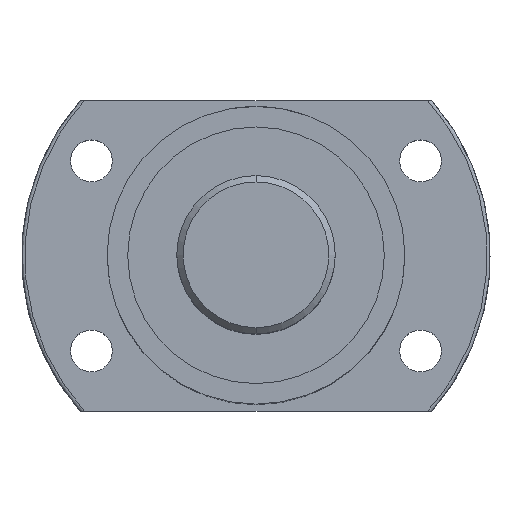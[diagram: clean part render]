
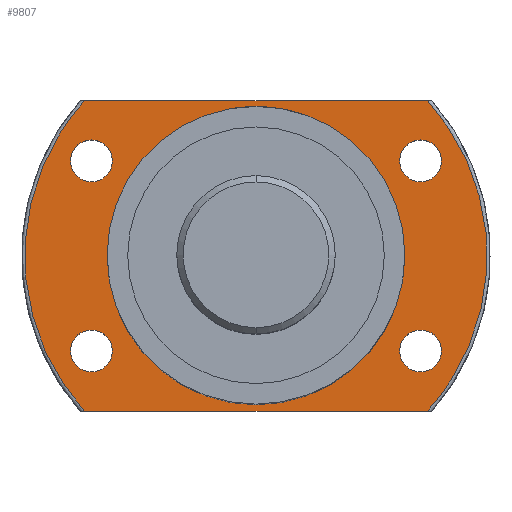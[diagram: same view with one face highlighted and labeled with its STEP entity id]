
A CAD part, top view. The second image highlights one B-rep face of the part: STEP entity #9807.
In plain terms, the highlighted planar face has unit normal (0, 0, 1).
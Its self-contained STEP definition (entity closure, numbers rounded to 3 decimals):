
#39 = EDGE_CURVE ( 'NONE', #22168, #17663, #6528, .T. ) ;
#219 = DIRECTION ( 'NONE',  ( 1., 0., 0. ) ) ;
#502 = EDGE_LOOP ( 'NONE', ( #26902, #13928, #11359, #13797 ) ) ;
#576 = ORIENTED_EDGE ( 'NONE', *, *, #9216, .F. ) ;
#646 = EDGE_CURVE ( 'NONE', #4911, #13657, #27470, .T. ) ;
#891 = DIRECTION ( 'NONE',  ( 0., 0., 1. ) ) ;
#1084 = EDGE_CURVE ( 'NONE', #17663, #22168, #16500, .T. ) ;
#1117 = CARTESIAN_POINT ( 'NONE',  ( 0., 36.5, -77. ) ) ;
#1222 = AXIS2_PLACEMENT_3D ( 'NONE', #7401, #891, #13840 ) ;
#1434 = CARTESIAN_POINT ( 'NONE',  ( -27.055, -24.5, -77. ) ) ;
#1537 = CARTESIAN_POINT ( 'NONE',  ( -27.055, 24.5, -77. ) ) ;
#1820 = EDGE_CURVE ( 'NONE', #6796, #18037, #9934, .T. ) ;
#1993 = CARTESIAN_POINT ( 'NONE',  ( 25.98, -18.3, -77. ) ) ;
#2501 = VERTEX_POINT ( 'NONE', #25400 ) ;
#2745 = CARTESIAN_POINT ( 'NONE',  ( 25.98, 11.7, -77. ) ) ;
#2762 = CARTESIAN_POINT ( 'NONE',  ( 25.98, -15., -77. ) ) ;
#2943 = ORIENTED_EDGE ( 'NONE', *, *, #9592, .F. ) ;
#3040 = CIRCLE ( 'NONE', #13694, 3.3 ) ;
#3355 = DIRECTION ( 'NONE',  ( 0., 0., 1. ) ) ;
#3466 = EDGE_LOOP ( 'NONE', ( #19733, #6211 ) ) ;
#3908 = CARTESIAN_POINT ( 'NONE',  ( -40.304, -9.869, -77. ) ) ;
#3944 = CARTESIAN_POINT ( 'NONE',  ( -27.055, -24.5, -77. ) ) ;
#3967 = AXIS2_PLACEMENT_3D ( 'NONE', #15333, #26149, #10894 ) ;
#4094 = CARTESIAN_POINT ( 'NONE',  ( 0., 24.5, -77. ) ) ;
#4399 = EDGE_CURVE ( 'NONE', #2501, #25016, #3040, .T. ) ;
#4420 = CARTESIAN_POINT ( 'NONE',  ( 40.304, -9.869, -77. ) ) ;
#4577 = EDGE_CURVE ( 'NONE', #26039, #8187, #19171, .T. ) ;
#4911 = VERTEX_POINT ( 'NONE', #17771 ) ;
#5121 = CARTESIAN_POINT ( 'NONE',  ( -25.98, 15., -77. ) ) ;
#5591 = ORIENTED_EDGE ( 'NONE', *, *, #17181, .F. ) ;
#5597 = FACE_OUTER_BOUND ( 'NONE', #502, .T. ) ;
#5796 = CARTESIAN_POINT ( 'NONE',  ( -25.98, -18.3, -77. ) ) ;
#6046 = DIRECTION ( 'NONE',  ( 1., 0., 0. ) ) ;
#6137 = AXIS2_PLACEMENT_3D ( 'NONE', #8948, #7117, #15678 ) ;
#6211 = ORIENTED_EDGE ( 'NONE', *, *, #4577, .F. ) ;
#6528 = CIRCLE ( 'NONE', #25855, 3.3 ) ;
#6796 = VERTEX_POINT ( 'NONE', #18781 ) ;
#7117 = DIRECTION ( 'NONE',  ( 0., 0., 1. ) ) ;
#7192 = CIRCLE ( 'NONE', #6137, 3.3 ) ;
#7309 = EDGE_CURVE ( 'NONE', #18037, #4911, #28295, .T. ) ;
#7401 = CARTESIAN_POINT ( 'NONE',  ( 25.98, -15., -77. ) ) ;
#7663 = FACE_BOUND ( 'NONE', #15060, .T. ) ;
#7998 = FACE_BOUND ( 'NONE', #11750, .T. ) ;
#8187 = VERTEX_POINT ( 'NONE', #9954 ) ;
#8649 = DIRECTION ( 'NONE',  ( 0., 1., 0. ) ) ;
#8670 = CARTESIAN_POINT ( 'NONE',  ( 27.055, 24.5, -77. ) ) ;
#8948 = CARTESIAN_POINT ( 'NONE',  ( 25.98, 15., -77. ) ) ;
#9216 = EDGE_CURVE ( 'NONE', #22223, #25910, #26175, .T. ) ;
#9592 = EDGE_CURVE ( 'NONE', #14500, #18867, #21200, .T. ) ;
#9807 = ADVANCED_FACE ( 'NONE', ( #17305, #7998, #7663, #15236, #19000, #5597 ), #23187, .F. ) ;
#9934 = LINE ( 'NONE', #15303, #25365 ) ;
#9954 = CARTESIAN_POINT ( 'NONE',  ( 23.5, 0., -77. ) ) ;
#9989 = EDGE_CURVE ( 'NONE', #25016, #2501, #22720, .T. ) ;
#10054 = DIRECTION ( 'NONE',  ( 0., 0., -1. ) ) ;
#10191 = ORIENTED_EDGE ( 'NONE', *, *, #39, .F. ) ;
#10366 = CARTESIAN_POINT ( 'NONE',  ( -40.304, 9.869, -77. ) ) ;
#10894 = DIRECTION ( 'NONE',  ( 0., 1., 0. ) ) ;
#10954 = CARTESIAN_POINT ( 'NONE',  ( 40.304, 9.869, -77. ) ) ;
#11042 = EDGE_LOOP ( 'NONE', ( #5591, #576 ) ) ;
#11128 = CARTESIAN_POINT ( 'NONE',  ( -25.98, -15., -77. ) ) ;
#11359 = ORIENTED_EDGE ( 'NONE', *, *, #1820, .F. ) ;
#11476 = DIRECTION ( 'NONE',  ( 0., 1., 0. ) ) ;
#11750 = EDGE_LOOP ( 'NONE', ( #10191, #13900 ) ) ;
#12660 = CARTESIAN_POINT ( 'NONE',  ( -23.5, 0., -77. ) ) ;
#13178 = CARTESIAN_POINT ( 'NONE',  ( 0., 0., -77. ) ) ;
#13220 = CARTESIAN_POINT ( 'NONE',  ( -25.98, 18.3, -77. ) ) ;
#13657 = VERTEX_POINT ( 'NONE', #20392 ) ;
#13694 = AXIS2_PLACEMENT_3D ( 'NONE', #11128, #26481, #8649 ) ;
#13797 = ORIENTED_EDGE ( 'NONE', *, *, #15861, .F. ) ;
#13840 = DIRECTION ( 'NONE',  ( 0., 1., 0. ) ) ;
#13900 = ORIENTED_EDGE ( 'NONE', *, *, #1084, .F. ) ;
#13928 = ORIENTED_EDGE ( 'NONE', *, *, #7309, .F. ) ;
#13988 = DIRECTION ( 'NONE',  ( 0., 1., 0. ) ) ;
#14500 = VERTEX_POINT ( 'NONE', #1993 ) ;
#15060 = EDGE_LOOP ( 'NONE', ( #18524, #18779 ) ) ;
#15217 = DIRECTION ( 'NONE',  ( -1., 0., 0. ) ) ;
#15236 = FACE_BOUND ( 'NONE', #20586, .T. ) ;
#15303 = CARTESIAN_POINT ( 'NONE',  ( 0., -24.5, -77. ) ) ;
#15333 = CARTESIAN_POINT ( 'NONE',  ( -25.98, -15., -77. ) ) ;
#15678 = DIRECTION ( 'NONE',  ( 0., 1., 0. ) ) ;
#15836 = DIRECTION ( 'NONE',  ( 0., 1., 0. ) ) ;
#15861 = EDGE_CURVE ( 'NONE', #13657, #6796, #21768, .T. ) ;
#15862 = EDGE_CURVE ( 'NONE', #8187, #26039, #26438, .T. ) ;
#16500 = CIRCLE ( 'NONE', #21247, 3.3 ) ;
#16725 = DIRECTION ( 'NONE',  ( 0., 1., 0. ) ) ;
#17181 = EDGE_CURVE ( 'NONE', #25910, #22223, #7192, .T. ) ;
#17305 = FACE_BOUND ( 'NONE', #3466, .T. ) ;
#17324 = CARTESIAN_POINT ( 'NONE',  ( 25.98, -11.7, -77. ) ) ;
#17663 = VERTEX_POINT ( 'NONE', #20177 ) ;
#17771 = CARTESIAN_POINT ( 'NONE',  ( -27.055, 24.5, -77. ) ) ;
#18037 = VERTEX_POINT ( 'NONE', #3944 ) ;
#18223 = CARTESIAN_POINT ( 'NONE',  ( -25.98, 15., -77. ) ) ;
#18524 = ORIENTED_EDGE ( 'NONE', *, *, #4399, .F. ) ;
#18779 = ORIENTED_EDGE ( 'NONE', *, *, #9989, .F. ) ;
#18781 = CARTESIAN_POINT ( 'NONE',  ( 27.055, -24.5, -77. ) ) ;
#18867 = VERTEX_POINT ( 'NONE', #17324 ) ;
#19000 = FACE_BOUND ( 'NONE', #11042, .T. ) ;
#19171 = CIRCLE ( 'NONE', #25842, 23.5 ) ;
#19733 = ORIENTED_EDGE ( 'NONE', *, *, #15862, .F. ) ;
#19784 = CARTESIAN_POINT ( 'NONE',  ( 27.055, -24.5, -77. ) ) ;
#20177 = CARTESIAN_POINT ( 'NONE',  ( -25.98, 11.7, -77. ) ) ;
#20392 = CARTESIAN_POINT ( 'NONE',  ( 27.055, 24.5, -77. ) ) ;
#20586 = EDGE_LOOP ( 'NONE', ( #27800, #2943 ) ) ;
#20857 = DIRECTION ( 'NONE',  ( 0., 1., 0. ) ) ;
#21200 = CIRCLE ( 'NONE', #26969, 3.3 ) ;
#21247 = AXIS2_PLACEMENT_3D ( 'NONE', #18223, #24637, #13988 ) ;
#21768 =( BOUNDED_CURVE ( )  B_SPLINE_CURVE ( 3, ( #8670, #10954, #4420, #19784 ),
 .UNSPECIFIED., .F., .T. ) 
 B_SPLINE_CURVE_WITH_KNOTS ( ( 4, 4 ),
 ( 0., 1. ),
 .UNSPECIFIED. ) 
 CURVE ( )  GEOMETRIC_REPRESENTATION_ITEM ( )  RATIONAL_B_SPLINE_CURVE ( ( 1., 0.827, 0.827, 1. ) ) 
 REPRESENTATION_ITEM ( '' )  );
#21974 = DIRECTION ( 'NONE',  ( 0., 0., 1. ) ) ;
#22153 = AXIS2_PLACEMENT_3D ( 'NONE', #23217, #3355, #16725 ) ;
#22168 = VERTEX_POINT ( 'NONE', #13220 ) ;
#22223 = VERTEX_POINT ( 'NONE', #2745 ) ;
#22302 = VECTOR ( 'NONE', #28490, 1000. ) ;
#22485 = DIRECTION ( 'NONE',  ( 0., 0., 1. ) ) ;
#22720 = CIRCLE ( 'NONE', #3967, 3.3 ) ;
#23156 = CIRCLE ( 'NONE', #1222, 3.3 ) ;
#23187 = PLANE ( 'NONE',  #25114 ) ;
#23217 = CARTESIAN_POINT ( 'NONE',  ( 25.98, 15., -77. ) ) ;
#23690 = CARTESIAN_POINT ( 'NONE',  ( 0., 0., -77. ) ) ;
#24637 = DIRECTION ( 'NONE',  ( 0., 0., 1. ) ) ;
#25016 = VERTEX_POINT ( 'NONE', #5796 ) ;
#25114 = AXIS2_PLACEMENT_3D ( 'NONE', #1117, #10054, #20857 ) ;
#25365 = VECTOR ( 'NONE', #15217, 1000. ) ;
#25400 = CARTESIAN_POINT ( 'NONE',  ( -25.98, -11.7, -77. ) ) ;
#25842 = AXIS2_PLACEMENT_3D ( 'NONE', #23690, #28037, #6046 ) ;
#25855 = AXIS2_PLACEMENT_3D ( 'NONE', #5121, #22485, #11476 ) ;
#25910 = VERTEX_POINT ( 'NONE', #27240 ) ;
#26039 = VERTEX_POINT ( 'NONE', #12660 ) ;
#26149 = DIRECTION ( 'NONE',  ( 0., 0., 1. ) ) ;
#26175 = CIRCLE ( 'NONE', #22153, 3.3 ) ;
#26438 = CIRCLE ( 'NONE', #27837, 23.5 ) ;
#26481 = DIRECTION ( 'NONE',  ( 0., 0., 1. ) ) ;
#26514 = EDGE_CURVE ( 'NONE', #18867, #14500, #23156, .T. ) ;
#26766 = DIRECTION ( 'NONE',  ( 0., 0., 1. ) ) ;
#26902 = ORIENTED_EDGE ( 'NONE', *, *, #646, .F. ) ;
#26969 = AXIS2_PLACEMENT_3D ( 'NONE', #2762, #26766, #15836 ) ;
#27240 = CARTESIAN_POINT ( 'NONE',  ( 25.98, 18.3, -77. ) ) ;
#27470 = LINE ( 'NONE', #4094, #22302 ) ;
#27800 = ORIENTED_EDGE ( 'NONE', *, *, #26514, .F. ) ;
#27837 = AXIS2_PLACEMENT_3D ( 'NONE', #13178, #21974, #219 ) ;
#28037 = DIRECTION ( 'NONE',  ( 0., 0., 1. ) ) ;
#28295 =( BOUNDED_CURVE ( )  B_SPLINE_CURVE ( 3, ( #1434, #3908, #10366, #1537 ),
 .UNSPECIFIED., .F., .T. ) 
 B_SPLINE_CURVE_WITH_KNOTS ( ( 4, 4 ),
 ( 0., 1. ),
 .UNSPECIFIED. ) 
 CURVE ( )  GEOMETRIC_REPRESENTATION_ITEM ( )  RATIONAL_B_SPLINE_CURVE ( ( 1., 0.827, 0.827, 1. ) ) 
 REPRESENTATION_ITEM ( '' )  );
#28490 = DIRECTION ( 'NONE',  ( 1., 0., 0. ) ) ;
